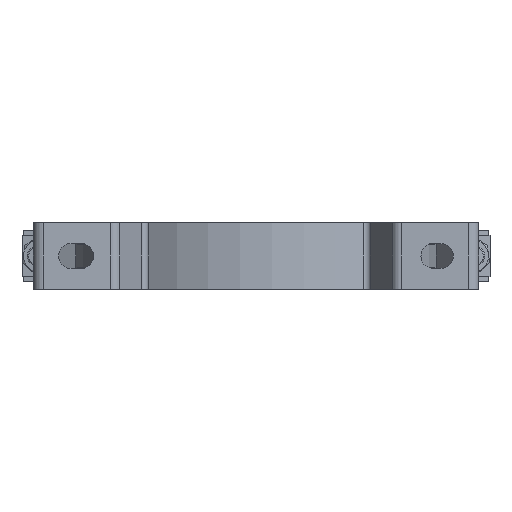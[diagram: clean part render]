
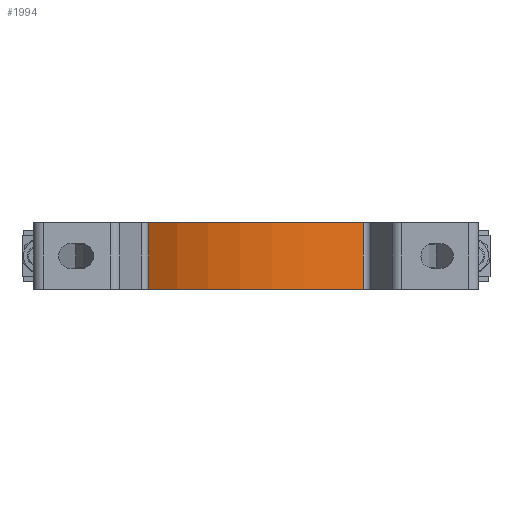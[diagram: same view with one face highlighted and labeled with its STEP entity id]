
A CAD part, front view. The second image highlights one B-rep face of the part: STEP entity #1994.
In plain terms, the highlighted cylindrical face has radius 115.5 mm (diameter 231 mm), a partial arc.
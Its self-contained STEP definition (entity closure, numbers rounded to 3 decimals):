
#1753=CARTESIAN_POINT('',(64.056,-32.11,-20.0));
#1754=VERTEX_POINT('',#1753);
#1762=CARTESIAN_POINT('',(-64.056,-32.11,-20.0));
#1763=VERTEX_POINT('',#1762);
#1764=CARTESIAN_POINT('',(0.,64.,-20.0));
#1765=DIRECTION('',(0.0,0.0,1.0));
#1766=DIRECTION('',(1.0,0.0,0.0));
#1767=AXIS2_PLACEMENT_3D('',#1764,#1765,#1766);
#1768=CIRCLE('',#1767,115.5);
#1769=EDGE_CURVE('',#1763,#1754,#1768,.T.);
#1903=CARTESIAN_POINT('',(64.056,-32.11,20.0));
#1904=VERTEX_POINT('',#1903);
#1912=CARTESIAN_POINT('',(64.056,-32.11,20.0));
#1913=DIRECTION('',(0.0,0.0,-1.0));
#1914=VECTOR('',#1913,40.0);
#1915=LINE('',#1912,#1914);
#1916=EDGE_CURVE('',#1904,#1754,#1915,.T.);
#1951=CARTESIAN_POINT('',(-64.056,-32.11,20.0));
#1952=VERTEX_POINT('',#1951);
#1953=CARTESIAN_POINT('',(-64.056,-32.11,-20.0));
#1954=DIRECTION('',(0.0,0.0,1.0));
#1955=VECTOR('',#1954,40.0);
#1956=LINE('',#1953,#1955);
#1957=EDGE_CURVE('',#1763,#1952,#1956,.T.);
#1977=CARTESIAN_POINT('',(0.,64.,-20.0));
#1978=DIRECTION('',(0.0,0.0,1.0));
#1979=DIRECTION('',(1.0,0.0,0.0));
#1980=AXIS2_PLACEMENT_3D('',#1977,#1978,#1979);
#1981=CYLINDRICAL_SURFACE('',#1980,115.5);
#1982=ORIENTED_EDGE('',*,*,#1916,.F.);
#1983=CARTESIAN_POINT('',(0.,64.,20.0));
#1984=DIRECTION('',(0.0,0.0,-1.0));
#1985=DIRECTION('',(1.0,0.0,0.0));
#1986=AXIS2_PLACEMENT_3D('',#1983,#1984,#1985);
#1987=CIRCLE('',#1986,115.5);
#1988=EDGE_CURVE('',#1904,#1952,#1987,.T.);
#1989=ORIENTED_EDGE('',*,*,#1988,.T.);
#1990=ORIENTED_EDGE('',*,*,#1957,.F.);
#1991=ORIENTED_EDGE('',*,*,#1769,.T.);
#1992=EDGE_LOOP('',(#1982,#1989,#1990,#1991));
#1993=FACE_OUTER_BOUND('',#1992,.T.);
#1994=ADVANCED_FACE('',(#1993),#1981,.T.);
